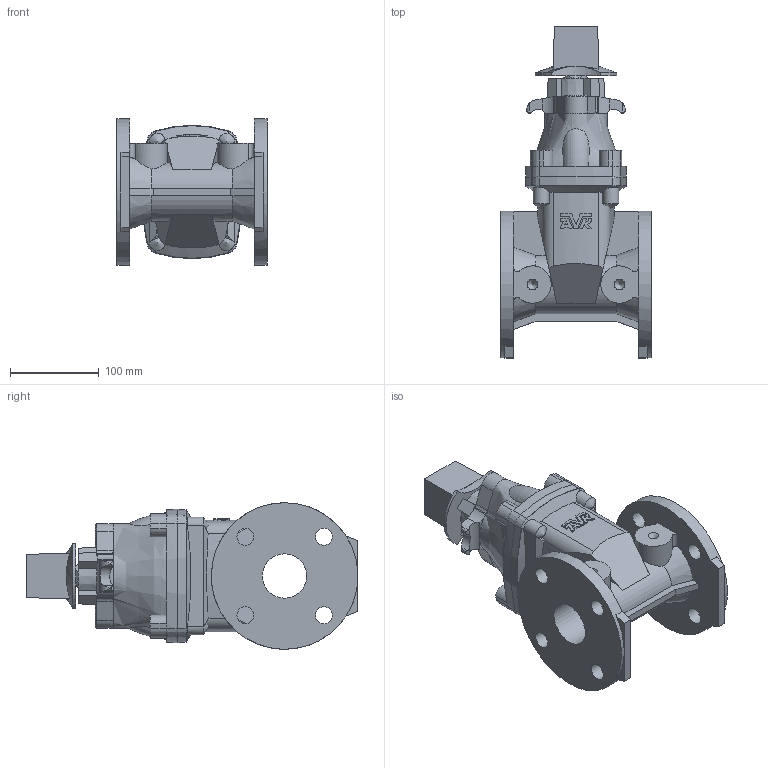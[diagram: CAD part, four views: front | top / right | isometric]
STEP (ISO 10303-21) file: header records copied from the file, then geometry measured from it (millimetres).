
FILE_DESCRIPTION (( 'STEP AP203' ), '1' );
FILE_NAME ('O_45_59_DN050_01XXX_AA0_step.step', '2017-03-03T07:33:08', ( 'Windows User' ), ( 'AVK' ), 'SwSTEP 2.0', 'SolidWorks 2012', '' );
FILE_SCHEMA (( 'CONFIG_CONTROL_DESIGN' ));
Length unit declared in the file: millimetre
Products named in the file (1): O_45_59_DN050_01XXX_AA0_step
Bounding box: 169 x 373.5 x 165 mm (x, y, z)
Volume: 2975753.8 mm3; surface area: 273849 mm2
Topology: 1 solids, 1 shells, 302 faces, 857 edges, 560 vertices
Faces by surface type: plane 157, cylinder 94, cone 46, bspline 3, torus 2
Full cylindrical faces by diameter (mm): 19 x8, 28 x1, 50 x1, 165 x2
Entity records: 13106 total; most frequent: CARTESIAN_POINT 5872, ORIENTED_EDGE 1630, DIRECTION 1323, EDGE_CURVE 815, VERTEX_POINT 539, AXIS2_PLACEMENT_3D 501, EDGE_LOOP 344, VECTOR 321
